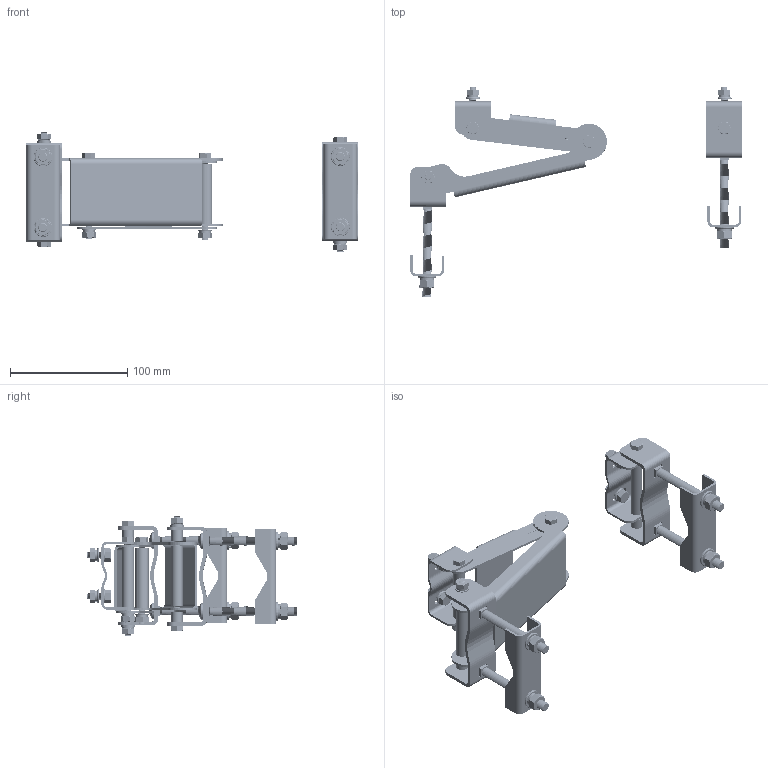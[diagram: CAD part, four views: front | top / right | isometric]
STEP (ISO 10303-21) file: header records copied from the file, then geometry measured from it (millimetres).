
FILE_DESCRIPTION (( 'STEP AP214' ), '1' );
FILE_NAME ('HGX-PMT31.STEP', '2014-02-13T13:58:15', ( 'L-Com' ), ( 'L-Com Global Connectivity' ), 'SwSTEP 2.0', 'SolidWorks 2012', '' );
FILE_SCHEMA (( 'AUTOMOTIVE_DESIGN' ));
Length unit declared in the file: inch
Products named in the file (5): HGX-PMT31_ExtentionBracket-4; HGX-PMT31_ExtentionBracket-3; HGX-PMT31_ExtentionBracket-2; HGX-PMT31_ExtentionBracket-1; HGX-PMT31
Assembly tree (6 placements, depth 2):
  HGX-PMT31
    HGX-PMT31_ExtentionBracket-1
    HGX-PMT31_ExtentionBracket-2
    HGX-PMT31_ExtentionBracket-3  x2
    HGX-PMT31_ExtentionBracket-4  x2
Bounding box: 282.82 x 178.98 x 101.86 mm (x, y, z)
Volume: 131616.3 mm3; surface area: 139049.9 mm2
Topology: 8 solids, 8 shells, 4966 faces, 10478 edges, 5616 vertices
Faces by surface type: cone 3996, plane 533, cylinder 304, torus 133
Entity records: 105422 total; most frequent: CARTESIAN_POINT 15840, DIRECTION 15828, ORIENTED_EDGE 13196, EDGE_CURVE 6598, AXIS2_PLACEMENT_3D 6258, VERTEX_POINT 3538, VECTOR 3312, LINE 3312
